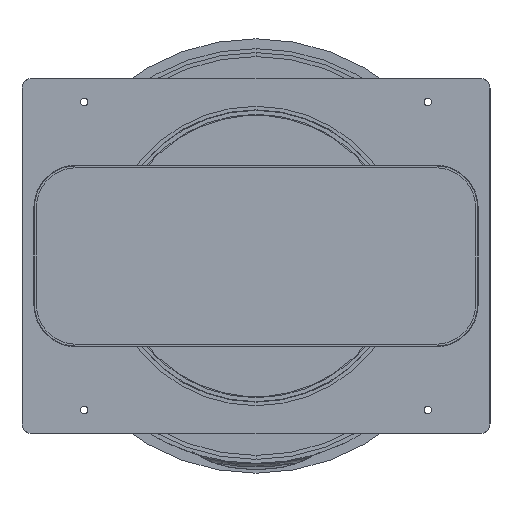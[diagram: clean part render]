
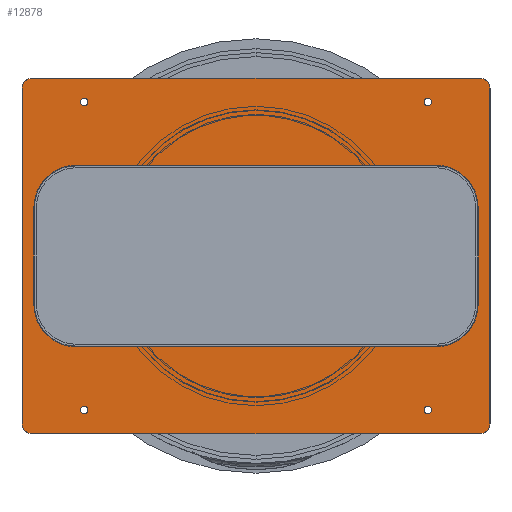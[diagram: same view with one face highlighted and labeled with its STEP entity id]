
A CAD part, left-side view. The second image highlights one B-rep face of the part: STEP entity #12878.
In plain terms, the highlighted face is planar.
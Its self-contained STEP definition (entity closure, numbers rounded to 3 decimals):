
#12878=ADVANCED_FACE('',(#24035,#24036,#24037,#24038,#24039,#24040),#24041,.T.);
#24035=FACE_BOUND('',#31697,.T.);
#24036=FACE_BOUND('',#31698,.T.);
#24037=FACE_BOUND('',#31699,.T.);
#24038=FACE_BOUND('',#31700,.T.);
#24039=FACE_OUTER_BOUND('',#31701,.T.);
#24040=FACE_BOUND('',#31702,.T.);
#24041=PLANE('',#31703);
#31697=EDGE_LOOP('',(#32837,#32838,#32839,#32840,#32841,#32842,#32843,#32844));
#31698=EDGE_LOOP('',(#32845,#32846));
#31699=EDGE_LOOP('',(#32847,#32848));
#31700=EDGE_LOOP('',(#32849,#32850));
#31701=EDGE_LOOP('',(#32851,#32852,#32853,#32854,#32855,#32856,#32857,#32858));
#31702=EDGE_LOOP('',(#32859,#32860));
#31703=AXIS2_PLACEMENT_3D('',#32861,#32862,#32863);
#32837=ORIENTED_EDGE('',*,*,#33747,.T.);
#32838=ORIENTED_EDGE('',*,*,#33750,.T.);
#32839=ORIENTED_EDGE('',*,*,#33792,.T.);
#32840=ORIENTED_EDGE('',*,*,#33790,.F.);
#32841=ORIENTED_EDGE('',*,*,#33788,.F.);
#32842=ORIENTED_EDGE('',*,*,#33714,.T.);
#32843=ORIENTED_EDGE('',*,*,#33718,.F.);
#32844=ORIENTED_EDGE('',*,*,#33689,.F.);
#32845=ORIENTED_EDGE('',*,*,#33683,.T.);
#32846=ORIENTED_EDGE('',*,*,#33680,.T.);
#32847=ORIENTED_EDGE('',*,*,#33709,.F.);
#32848=ORIENTED_EDGE('',*,*,#33707,.F.);
#32849=ORIENTED_EDGE('',*,*,#33740,.F.);
#32850=ORIENTED_EDGE('',*,*,#33738,.F.);
#32851=ORIENTED_EDGE('',*,*,#33746,.T.);
#32852=ORIENTED_EDGE('',*,*,#33686,.F.);
#32853=ORIENTED_EDGE('',*,*,#33723,.T.);
#32854=ORIENTED_EDGE('',*,*,#33713,.T.);
#32855=ORIENTED_EDGE('',*,*,#33786,.T.);
#32856=ORIENTED_EDGE('',*,*,#33783,.F.);
#32857=ORIENTED_EDGE('',*,*,#33796,.F.);
#32858=ORIENTED_EDGE('',*,*,#33744,.T.);
#32859=ORIENTED_EDGE('',*,*,#33780,.T.);
#32860=ORIENTED_EDGE('',*,*,#33777,.T.);
#32861=CARTESIAN_POINT('',(0.0,0.0,-2.0));
#32862=DIRECTION('',(0.0,0.0,-1.0));
#32863=DIRECTION('',(1.0,0.0,0.0));
#33680=EDGE_CURVE('',#34565,#34563,#34566,.T.);
#33683=EDGE_CURVE('',#34563,#34565,#34570,.T.);
#33686=EDGE_CURVE('',#34572,#34575,#34576,.T.);
#33689=EDGE_CURVE('',#34580,#34581,#34582,.T.);
#33707=EDGE_CURVE('',#34611,#34607,#34613,.T.);
#33709=EDGE_CURVE('',#34607,#34611,#34615,.T.);
#33713=EDGE_CURVE('',#34616,#34621,#34623,.T.);
#33714=EDGE_CURVE('',#34624,#34625,#34626,.T.);
#33718=EDGE_CURVE('',#34581,#34625,#34632,.T.);
#33723=EDGE_CURVE('',#34572,#34616,#34637,.T.);
#33738=EDGE_CURVE('',#34660,#34656,#34662,.T.);
#33740=EDGE_CURVE('',#34656,#34660,#34664,.T.);
#33744=EDGE_CURVE('',#34665,#34670,#34672,.T.);
#33746=EDGE_CURVE('',#34670,#34575,#34674,.T.);
#33747=EDGE_CURVE('',#34580,#34675,#34676,.T.);
#33750=EDGE_CURVE('',#34675,#34680,#34681,.T.);
#33777=EDGE_CURVE('',#34723,#34721,#34724,.T.);
#33780=EDGE_CURVE('',#34721,#34723,#34728,.T.);
#33783=EDGE_CURVE('',#34730,#34733,#34734,.T.);
#33786=EDGE_CURVE('',#34621,#34733,#34738,.T.);
#33788=EDGE_CURVE('',#34624,#34740,#34741,.T.);
#33790=EDGE_CURVE('',#34740,#34743,#34744,.T.);
#33792=EDGE_CURVE('',#34680,#34743,#34746,.T.);
#33796=EDGE_CURVE('',#34665,#34730,#34750,.T.);
#34563=VERTEX_POINT('',#35148);
#34565=VERTEX_POINT('',#35151);
#34566=CIRCLE('',#35152,1.9);
#34570=CIRCLE('',#35157,1.9);
#34572=VERTEX_POINT('',#35159);
#34575=VERTEX_POINT('',#35163);
#34576=CIRCLE('',#35164,4.983);
#34580=VERTEX_POINT('',#35169);
#34581=VERTEX_POINT('',#35170);
#34582=CIRCLE('',#35171,21.493);
#34607=VERTEX_POINT('',#35263);
#34611=VERTEX_POINT('',#35268);
#34613=CIRCLE('',#35271,1.9);
#34615=CIRCLE('',#35273,1.9);
#34616=VERTEX_POINT('',#35274);
#34621=VERTEX_POINT('',#35280);
#34623=CIRCLE('',#35283,4.983);
#34624=VERTEX_POINT('',#35284);
#34625=VERTEX_POINT('',#35285);
#34626=CIRCLE('',#35286,21.493);
#34632=LINE('',#35294,#35295);
#34637=LINE('',#35302,#35303);
#34656=VERTEX_POINT('',#35340);
#34660=VERTEX_POINT('',#35345);
#34662=CIRCLE('',#35348,1.9);
#34664=CIRCLE('',#35350,1.9);
#34665=VERTEX_POINT('',#35351);
#34670=VERTEX_POINT('',#35357);
#34672=CIRCLE('',#35360,4.983);
#34674=LINE('',#35363,#35364);
#34675=VERTEX_POINT('',#35365);
#34676=LINE('',#35366,#35367);
#34680=VERTEX_POINT('',#35373);
#34681=CIRCLE('',#35374,21.493);
#34721=VERTEX_POINT('',#35498);
#34723=VERTEX_POINT('',#35501);
#34724=CIRCLE('',#35502,1.9);
#34728=CIRCLE('',#35507,1.9);
#34730=VERTEX_POINT('',#35509);
#34733=VERTEX_POINT('',#35513);
#34734=CIRCLE('',#35514,4.983);
#34738=LINE('',#35519,#35520);
#34740=VERTEX_POINT('',#35523);
#34741=LINE('',#35524,#35525);
#34743=VERTEX_POINT('',#35528);
#34744=CIRCLE('',#35529,21.493);
#34746=LINE('',#35532,#35533);
#34750=LINE('',#35538,#35539);
#35148=CARTESIAN_POINT('',(-76.1,-87.0,-2.));
#35151=CARTESIAN_POINT('',(-79.9,-87.0,-2.));
#35152=AXIS2_PLACEMENT_3D('',#35670,#35671,#35672);
#35157=AXIS2_PLACEMENT_3D('',#35677,#35678,#35679);
#35159=CARTESIAN_POINT('',(-89.983,-113.5,-2.));
#35163=CARTESIAN_POINT('',(-85.0,-118.483,-2.));
#35164=AXIS2_PLACEMENT_3D('',#35684,#35685,#35686);
#35169=CARTESIAN_POINT('',(-24.5,-112.493,-2.));
#35170=CARTESIAN_POINT('',(-45.993,-91.,-2.));
#35171=AXIS2_PLACEMENT_3D('',#35691,#35692,#35693);
#35263=CARTESIAN_POINT('',(-76.1,87.0,-2.));
#35268=CARTESIAN_POINT('',(-79.9,87.0,-2.));
#35271=AXIS2_PLACEMENT_3D('',#35720,#35721,#35722);
#35273=AXIS2_PLACEMENT_3D('',#35726,#35727,#35728);
#35274=CARTESIAN_POINT('',(-89.983,113.5,-2.));
#35280=CARTESIAN_POINT('',(-85.,118.483,-2.));
#35283=AXIS2_PLACEMENT_3D('',#35734,#35735,#35736);
#35284=CARTESIAN_POINT('',(-24.5,112.493,-2.0));
#35285=CARTESIAN_POINT('',(-45.993,91.,-2.));
#35286=AXIS2_PLACEMENT_3D('',#35737,#35738,#35739);
#35294=CARTESIAN_POINT('',(-45.993,-91.,-2.));
#35295=VECTOR('',#35745,40.26);
#35302=CARTESIAN_POINT('',(-89.983,-113.5,-2.));
#35303=VECTOR('',#35754,227.0);
#35340=CARTESIAN_POINT('',(76.1,-87.0,-2.));
#35345=CARTESIAN_POINT('',(79.9,-87.0,-2.));
#35348=AXIS2_PLACEMENT_3D('',#35779,#35780,#35781);
#35350=AXIS2_PLACEMENT_3D('',#35785,#35786,#35787);
#35351=CARTESIAN_POINT('',(89.983,-113.5,-2.));
#35357=CARTESIAN_POINT('',(85.,-118.483,-2.));
#35360=AXIS2_PLACEMENT_3D('',#35793,#35794,#35795);
#35363=CARTESIAN_POINT('',(85.,-118.483,-2.));
#35364=VECTOR('',#35797,170.0);
#35365=CARTESIAN_POINT('',(24.5,-112.493,-2.));
#35366=CARTESIAN_POINT('',(-24.5,-112.493,-2.));
#35367=VECTOR('',#35798,49.0);
#35373=CARTESIAN_POINT('',(45.993,-91.,-2.));
#35374=AXIS2_PLACEMENT_3D('',#35801,#35802,#35803);
#35498=CARTESIAN_POINT('',(76.1,87.0,-2.0));
#35501=CARTESIAN_POINT('',(79.9,87.0,-2.0));
#35502=AXIS2_PLACEMENT_3D('',#35847,#35848,#35849);
#35507=AXIS2_PLACEMENT_3D('',#35854,#35855,#35856);
#35509=CARTESIAN_POINT('',(89.983,113.5,-2.0));
#35513=CARTESIAN_POINT('',(85.0,118.483,-2.0));
#35514=AXIS2_PLACEMENT_3D('',#35861,#35862,#35863);
#35519=CARTESIAN_POINT('',(-85.,118.483,-2.));
#35520=VECTOR('',#35868,170.0);
#35523=CARTESIAN_POINT('',(24.5,112.493,-2.0));
#35524=CARTESIAN_POINT('',(-24.5,112.493,-2.0));
#35525=VECTOR('',#35870,49.0);
#35528=CARTESIAN_POINT('',(45.993,91.,-2.0));
#35529=AXIS2_PLACEMENT_3D('',#35872,#35873,#35874);
#35532=CARTESIAN_POINT('',(45.993,-91.,-2.));
#35533=VECTOR('',#35876,40.26);
#35538=CARTESIAN_POINT('',(89.983,-113.5,-2.0));
#35539=VECTOR('',#35884,227.0);
#35670=CARTESIAN_POINT('',(-78.0,-87.0,-2.));
#35671=DIRECTION('',(0.,0.,1.0));
#35672=DIRECTION('',(-1.0,0.,0.));
#35677=CARTESIAN_POINT('',(-78.0,-87.0,-2.));
#35678=DIRECTION('',(0.,0.,1.0));
#35679=DIRECTION('',(1.0,0.,0.));
#35684=CARTESIAN_POINT('',(-85.0,-113.5,-2.));
#35685=DIRECTION('',(0.,0.,1.0));
#35686=DIRECTION('',(-1.0,0.,0.));
#35691=CARTESIAN_POINT('',(-24.5,-91.0,-2.));
#35692=DIRECTION('',(0.,0.,-1.0));
#35693=DIRECTION('',(0.,-1.0,0.));
#35720=CARTESIAN_POINT('',(-78.0,87.0,-2.));
#35721=DIRECTION('',(0.,0.,-1.0));
#35722=DIRECTION('',(-1.0,0.,0.));
#35726=CARTESIAN_POINT('',(-78.0,87.0,-2.));
#35727=DIRECTION('',(0.,0.,-1.0));
#35728=DIRECTION('',(1.0,0.,0.));
#35734=CARTESIAN_POINT('',(-85.,113.5,-2.));
#35735=DIRECTION('',(0.,0.,-1.0));
#35736=DIRECTION('',(-1.0,0.,0.));
#35737=CARTESIAN_POINT('',(-24.5,91.0,-2.));
#35738=DIRECTION('',(0.,0.,1.0));
#35739=DIRECTION('',(0.,1.0,0.));
#35745=DIRECTION('',(0.,1.0,0.));
#35754=DIRECTION('',(0.,1.0,0.));
#35779=CARTESIAN_POINT('',(78.,-87.0,-2.));
#35780=DIRECTION('',(0.,0.,-1.0));
#35781=DIRECTION('',(1.0,0.,0.));
#35785=CARTESIAN_POINT('',(78.,-87.0,-2.));
#35786=DIRECTION('',(0.,0.,-1.0));
#35787=DIRECTION('',(-1.0,0.,0.));
#35793=CARTESIAN_POINT('',(85.,-113.5,-2.));
#35794=DIRECTION('',(0.,0.,-1.0));
#35795=DIRECTION('',(1.0,0.,0.));
#35797=DIRECTION('',(-1.0,0.,0.));
#35798=DIRECTION('',(1.0,0.,0.));
#35801=CARTESIAN_POINT('',(24.5,-91.0,-2.));
#35802=DIRECTION('',(0.,0.,1.0));
#35803=DIRECTION('',(0.,-1.0,0.));
#35847=CARTESIAN_POINT('',(78.0,87.0,-2.0));
#35848=DIRECTION('',(0.0,0.0,1.0));
#35849=DIRECTION('',(1.0,0.0,0.0));
#35854=CARTESIAN_POINT('',(78.0,87.0,-2.0));
#35855=DIRECTION('',(0.0,0.0,1.0));
#35856=DIRECTION('',(-1.0,0.0,0.0));
#35861=CARTESIAN_POINT('',(85.0,113.5,-2.));
#35862=DIRECTION('',(0.0,0.0,1.0));
#35863=DIRECTION('',(1.0,0.0,0.0));
#35868=DIRECTION('',(1.0,0.,0.));
#35870=DIRECTION('',(1.0,0.0,0.0));
#35872=CARTESIAN_POINT('',(24.5,91.0,-2.));
#35873=DIRECTION('',(0.0,0.0,-1.0));
#35874=DIRECTION('',(0.0,1.0,0.0));
#35876=DIRECTION('',(0.,1.0,0.));
#35884=DIRECTION('',(0.0,1.0,0.0));
